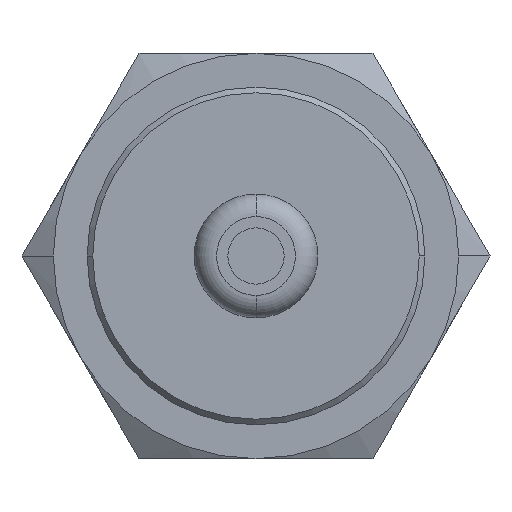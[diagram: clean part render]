
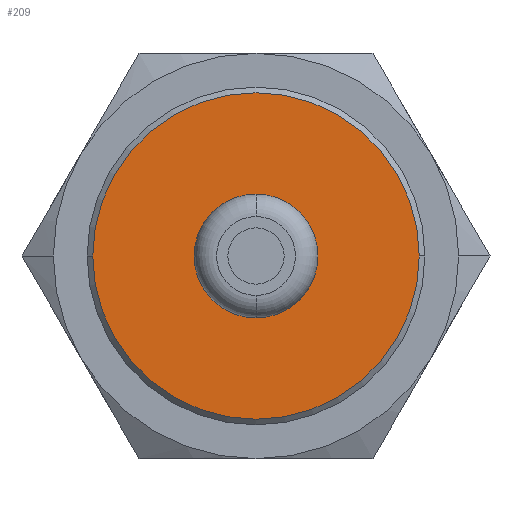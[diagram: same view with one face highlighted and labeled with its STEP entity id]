
A CAD part, front view. The second image highlights one B-rep face of the part: STEP entity #209.
In plain terms, the highlighted planar face has unit normal (0, -1, 0).
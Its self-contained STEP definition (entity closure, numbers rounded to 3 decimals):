
#209=ADVANCED_FACE('',(#356,#357),#358,.T.);
#356=FACE_OUTER_BOUND('',#573,.T.);
#357=FACE_BOUND('',#574,.T.);
#358=PLANE('',#575);
#573=EDGE_LOOP('',(#1014,#1015));
#574=EDGE_LOOP('',(#1016,#1017));
#575=AXIS2_PLACEMENT_3D('',#1018,#1019,#1020);
#1014=ORIENTED_EDGE('',*,*,#1501,.F.);
#1015=ORIENTED_EDGE('',*,*,#1591,.F.);
#1016=ORIENTED_EDGE('',*,*,#1507,.T.);
#1017=ORIENTED_EDGE('',*,*,#1590,.T.);
#1018=CARTESIAN_POINT('',(-10.0,-50.5,0.0));
#1019=DIRECTION('',(0.0,-1.0,0.0));
#1020=DIRECTION('',(1.0,0.0,0.0));
#1501=EDGE_CURVE('',#1742,#1744,#1745,.T.);
#1507=EDGE_CURVE('',#1748,#1754,#1756,.T.);
#1590=EDGE_CURVE('',#1754,#1748,#1893,.T.);
#1591=EDGE_CURVE('',#1744,#1742,#1894,.T.);
#1742=VERTEX_POINT('',#2123);
#1744=VERTEX_POINT('',#2126);
#1745=CIRCLE('',#2127,14.5);
#1748=VERTEX_POINT('',#2131);
#1754=VERTEX_POINT('',#2138);
#1756=CIRCLE('',#2141,5.5);
#1893=CIRCLE('',#2328,5.5);
#1894=CIRCLE('',#2329,14.5);
#2123=CARTESIAN_POINT('',(-14.5,-50.5,0.0));
#2126=CARTESIAN_POINT('',(14.5,-50.5,0.));
#2127=AXIS2_PLACEMENT_3D('',#3113,#3114,#3115);
#2131=CARTESIAN_POINT('',(-5.5,-50.5,0.0));
#2138=CARTESIAN_POINT('',(5.5,-50.5,0.));
#2141=AXIS2_PLACEMENT_3D('',#3125,#3126,#3127);
#2328=AXIS2_PLACEMENT_3D('',#3336,#3337,#3338);
#2329=AXIS2_PLACEMENT_3D('',#3339,#3340,#3341);
#3113=CARTESIAN_POINT('',(0.0,-50.5,0.0));
#3114=DIRECTION('',(0.0,1.0,0.0));
#3115=DIRECTION('',(-1.0,0.0,0.0));
#3125=CARTESIAN_POINT('',(0.0,-50.5,0.0));
#3126=DIRECTION('',(0.0,1.0,0.0));
#3127=DIRECTION('',(-1.0,0.0,0.0));
#3336=CARTESIAN_POINT('',(0.0,-50.5,0.0));
#3337=DIRECTION('',(0.0,1.0,0.0));
#3338=DIRECTION('',(-1.0,0.0,0.0));
#3339=CARTESIAN_POINT('',(0.0,-50.5,0.0));
#3340=DIRECTION('',(0.0,1.0,0.0));
#3341=DIRECTION('',(-1.0,0.0,0.0));
